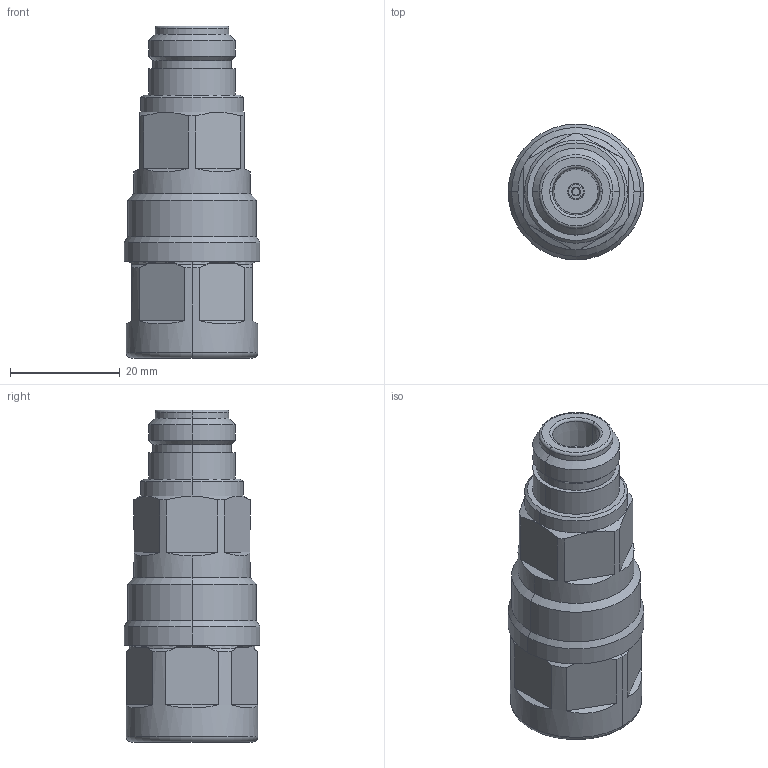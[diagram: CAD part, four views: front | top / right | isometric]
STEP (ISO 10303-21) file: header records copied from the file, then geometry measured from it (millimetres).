
FILE_DESCRIPTION (( 'STEP AP214' ), '1' );
FILE_NAME ('J01021C0174.STEP', '2016-11-21T13:50:34', ( '' ), ( '' ), 'SwSTEP 2.0', 'SolidWorks 2015', '' );
FILE_SCHEMA (( 'AUTOMOTIVE_DESIGN' ));
Length unit declared in the file: millimetre
Products named in the file (1): J01021C0174
Bounding box: 24.8 x 24.8 x 60.6 mm (x, y, z)
Volume: 18484.9 mm3; surface area: 6816.7 mm2
Topology: 2 solids, 2 shells, 148 faces, 365 edges, 230 vertices
Faces by surface type: plane 55, cylinder 44, cone 37, torus 8, bspline 4
Entity records: 6138 total; most frequent: CARTESIAN_POINT 1060, ORIENTED_EDGE 730, DIRECTION 719, EDGE_CURVE 365, AXIS2_PLACEMENT_3D 281, VERTEX_POINT 230, EDGE_LOOP 159, VECTOR 157
